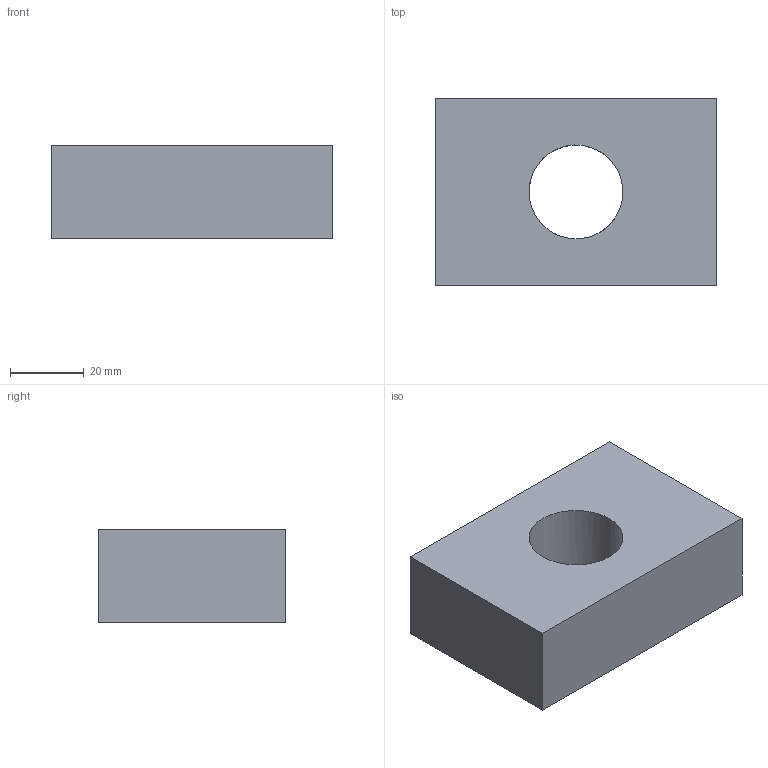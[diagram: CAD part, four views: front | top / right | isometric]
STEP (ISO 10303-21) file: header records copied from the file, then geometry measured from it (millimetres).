
FILE_DESCRIPTION((''),'2;1');
FILE_NAME('gd1.stp','2003-07-07T10:12:10',( 'User'),('SDRC'),'I-DEAS Master Series 9','UNIX','Yes');
FILE_SCHEMA(('AUTOMOTIVE_DESIGN { 1 0 10303 214 1 1 1 1 }'));
Length unit declared in the file: inch
Products named in the file (1): gdnt
Bounding box: 76.2 x 50.8 x 25.4 mm (x, y, z)
Volume: 85347.8 mm3; surface area: 15212.3 mm2
Topology: 1 solids, 1 shells, 7 faces, 15 edges, 10 vertices
Faces by surface type: bspline 7
Entity records: 314 total; most frequent: CARTESIAN_POINT 89, ORIENTED_EDGE 30, EDGE_CURVE 15, QUASI_UNIFORM_CURVE 12, PROPERTY_DEFINITION 12, SHAPE_DEFINITION_REPRESENTATION 10, VERTEX_POINT 10, EDGE_LOOP 9
